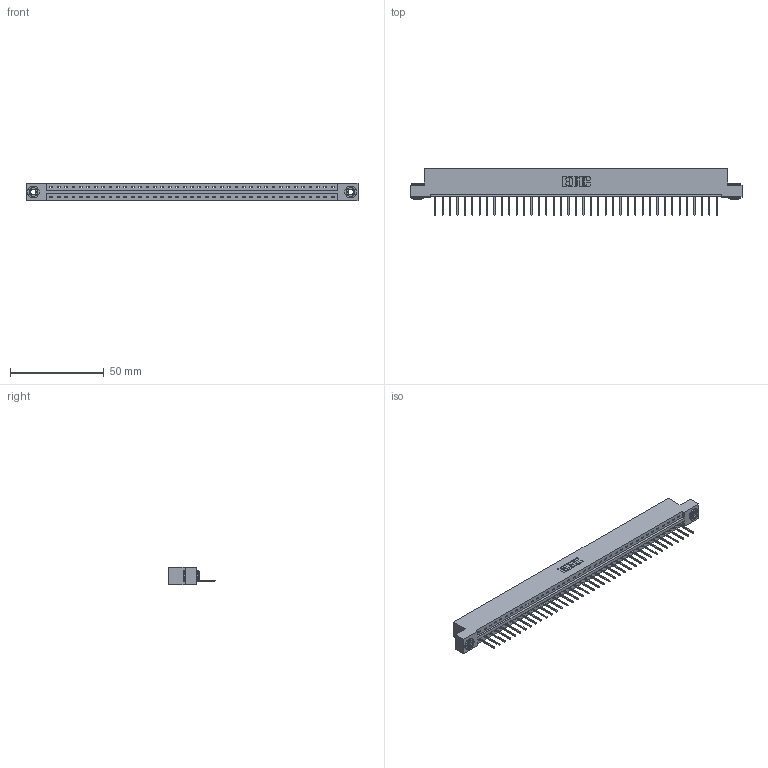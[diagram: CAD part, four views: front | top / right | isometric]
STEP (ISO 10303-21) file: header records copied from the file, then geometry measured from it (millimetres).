
FILE_DESCRIPTION (( 'STEP AP203' ), '1' );
FILE_NAME ('387-039-523-103.STEP', '2019-10-04T17:05:29', ( '' ), ( '' ), 'SwSTEP 2.0', 'SolidWorks 2016', '' );
FILE_SCHEMA (( 'CONFIG_CONTROL_DESIGN' ));
Length unit declared in the file: inch
Products named in the file (4): 387-039-523-103; 337 Part_Flush Mounting Lugs - 0.156 Dia-TH; 345-250-002_345-250-002-102; 345-292-001_345-293-123
Assembly tree (42 placements, depth 2):
  387-039-523-103
    337 Part_Flush Mounting Lugs - 0.156 Dia-TH
    345-292-001_345-293-123  x39
    345-250-002_345-250-002-102  x2
Bounding box: 177.55 x 25.15 x 9.4 mm (x, y, z)
Volume: 18419.7 mm3; surface area: 19284.5 mm2
Topology: 42 solids, 42 shells, 2570 faces, 7719 edges, 5090 vertices
Faces by surface type: plane 1874, cylinder 688, cone 8
Entity records: 30046 total; most frequent: CARTESIAN_POINT 5210, ORIENTED_EDGE 5178, DIRECTION 4425, EDGE_CURVE 2589, VECTOR 2437, LINE 2437, VERTEX_POINT 1722, AXIS2_PLACEMENT_3D 994
